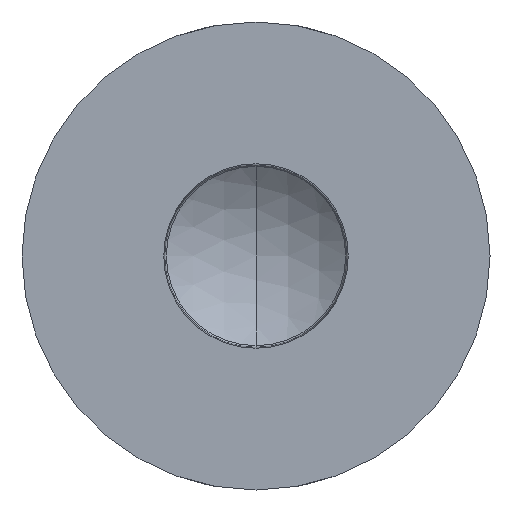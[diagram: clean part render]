
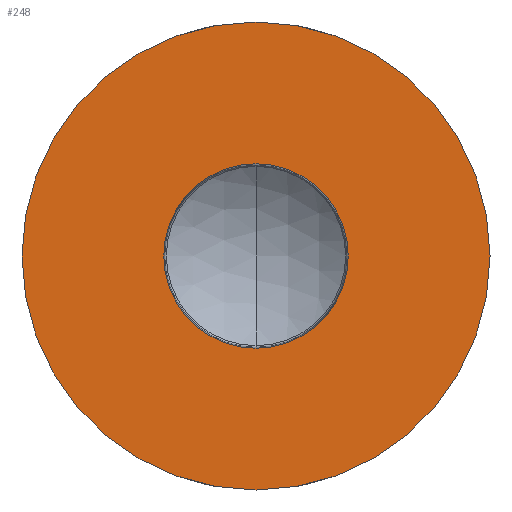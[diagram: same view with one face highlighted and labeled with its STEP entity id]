
A CAD part, front view. The second image highlights one B-rep face of the part: STEP entity #248.
In plain terms, the highlighted planar face has unit normal (0, -1, 0).
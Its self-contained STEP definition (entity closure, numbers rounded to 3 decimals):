
#50=CARTESIAN_POINT('',(0.,-8.5,0.));
#51=DIRECTION('',(0.,-1.,0.));
#52=DIRECTION('',(0.,0.,-1.));
#53=AXIS2_PLACEMENT_3D('',#50,#51,#52);
#59=CARTESIAN_POINT('',(0.,-8.5,0.));
#60=DIRECTION('',(0.,-1.,0.));
#61=DIRECTION('',(0.,0.,1.));
#62=AXIS2_PLACEMENT_3D('',#59,#60,#61);
#67=CARTESIAN_POINT('',(0.,-8.5,0.));
#68=DIRECTION('',(0.,1.,0.));
#69=DIRECTION('',(0.,0.,-1.));
#70=AXIS2_PLACEMENT_3D('',#67,#68,#69);
#75=CARTESIAN_POINT('',(0.,-8.5,0.));
#76=DIRECTION('',(0.,1.,0.));
#77=DIRECTION('',(0.,0.,1.));
#78=AXIS2_PLACEMENT_3D('',#75,#76,#77);
#207=CARTESIAN_POINT('',(0.,-8.5,-12.5));
#208=CARTESIAN_POINT('',(0.,-8.5,12.5));
#209=VERTEX_POINT('',#207);
#210=VERTEX_POINT('',#208);
#215=CARTESIAN_POINT('',(0.,-8.5,4.927));
#217=VERTEX_POINT('',#215);
#227=CARTESIAN_POINT('',(0.,-8.5,-4.927));
#228=VERTEX_POINT('',#227);
#231=CARTESIAN_POINT('',(0.,-8.5,0.));
#232=DIRECTION('',(0.,1.,0.));
#233=DIRECTION('',(0.,0.,1.));
#234=AXIS2_PLACEMENT_3D('',#231,#232,#233);
#235=PLANE('',#234);
#237=ORIENTED_EDGE('',*,*,#236,.F.);
#239=ORIENTED_EDGE('',*,*,#238,.F.);
#240=EDGE_LOOP('',(#237,#239));
#241=FACE_OUTER_BOUND('',#240,.F.);
#243=ORIENTED_EDGE('',*,*,#242,.F.);
#245=ORIENTED_EDGE('',*,*,#244,.F.);
#246=EDGE_LOOP('',(#243,#245));
#247=FACE_BOUND('',#246,.F.);
#54=CIRCLE('',#53,12.5);
#63=CIRCLE('',#62,12.5);
#71=CIRCLE('',#70,4.927);
#79=CIRCLE('',#78,4.927);
#236=EDGE_CURVE('',#209,#210,#54,.T.);
#238=EDGE_CURVE('',#210,#209,#63,.T.);
#242=EDGE_CURVE('',#228,#217,#71,.T.);
#244=EDGE_CURVE('',#217,#228,#79,.T.);
#248=ADVANCED_FACE('',(#241,#247),#235,.F.);
